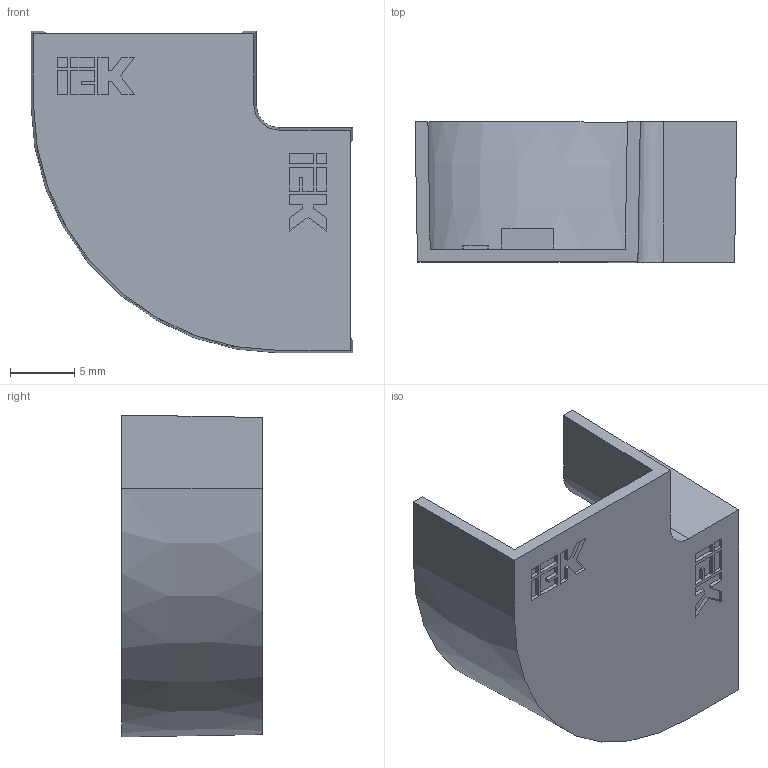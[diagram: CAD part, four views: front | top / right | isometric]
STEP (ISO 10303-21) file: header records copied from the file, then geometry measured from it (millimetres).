
FILE_DESCRIPTION (( 'STEP AP214' ), '1' );
FILE_NAME ('ÊÌÏ 15õ10 (3 î÷åðåäü)_èçì.1.STEP', '2016-06-22T09:00:21', ( '' ), ( '' ), 'SwSTEP 2.0', 'SolidWorks 2014', '' );
FILE_SCHEMA (( 'AUTOMOTIVE_DESIGN' ));
Length unit declared in the file: millimetre
Products named in the file (1): ÊÌÏ 15õ10 (3 î÷åðåäü)_èçì.1
Bounding box: 24.98 x 10.9 x 24.98 mm (x, y, z)
Volume: 1024.8 mm3; surface area: 2246.6 mm2
Topology: 1 solids, 1 shells, 263 faces, 720 edges, 480 vertices
Faces by surface type: plane 173, bspline 84, cone 4, cylinder 2
Entity records: 10376 total; most frequent: CARTESIAN_POINT 4228, ORIENTED_EDGE 1440, DIRECTION 924, EDGE_CURVE 720, VECTOR 540, LINE 540, VERTEX_POINT 480, EDGE_LOOP 284
